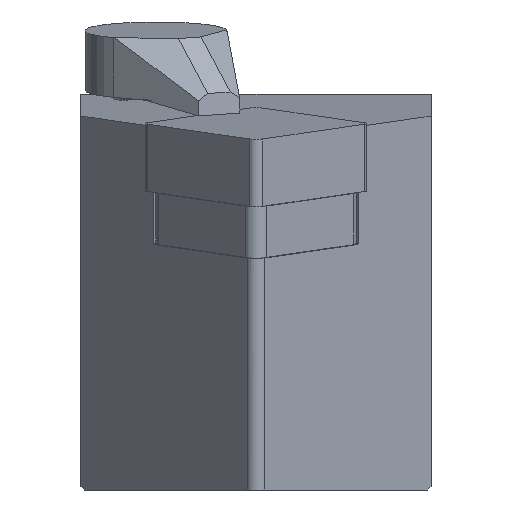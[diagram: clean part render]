
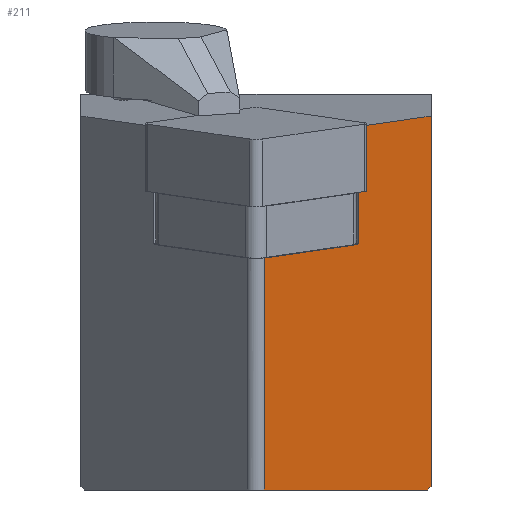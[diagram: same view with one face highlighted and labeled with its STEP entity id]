
A CAD part, left-side view. The second image highlights one B-rep face of the part: STEP entity #211.
In plain terms, the highlighted planar face has unit normal (-0.638, -0.766, -0.078).
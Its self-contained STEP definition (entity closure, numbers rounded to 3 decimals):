
#147=FACE_OUTER_BOUND('',#356,.T.);
#211=ADVANCED_FACE('',(#147),#275,.F.);
#275=PLANE('',#1248);
#356=EDGE_LOOP('',(#469,#470,#471,#472,#473,#474,#475,#476));
#469=ORIENTED_EDGE('',*,*,#845,.F.);
#470=ORIENTED_EDGE('',*,*,#838,.F.);
#471=ORIENTED_EDGE('',*,*,#876,.F.);
#472=ORIENTED_EDGE('',*,*,#877,.F.);
#473=ORIENTED_EDGE('',*,*,#878,.F.);
#474=ORIENTED_EDGE('',*,*,#879,.F.);
#475=ORIENTED_EDGE('',*,*,#859,.F.);
#476=ORIENTED_EDGE('',*,*,#830,.F.);
#730=VERTEX_POINT('',#1652);
#731=VERTEX_POINT('',#1654);
#737=VERTEX_POINT('',#1668);
#739=VERTEX_POINT('',#1671);
#755=VERTEX_POINT('',#1713);
#766=VERTEX_POINT('',#1745);
#767=VERTEX_POINT('',#1747);
#768=VERTEX_POINT('',#1749);
#830=EDGE_CURVE('',#730,#731,#989,.T.);
#838=EDGE_CURVE('',#737,#739,#994,.T.);
#845=EDGE_CURVE('',#739,#730,#1000,.T.);
#859=EDGE_CURVE('',#731,#755,#1014,.T.);
#876=EDGE_CURVE('',#766,#737,#1029,.T.);
#877=EDGE_CURVE('',#767,#766,#1030,.T.);
#878=EDGE_CURVE('',#768,#767,#1031,.T.);
#879=EDGE_CURVE('',#755,#768,#1032,.T.);
#989=LINE('',#1653,#1111);
#994=LINE('',#1670,#1116);
#1000=LINE('',#1685,#1122);
#1014=LINE('',#1712,#1136);
#1029=LINE('',#1744,#1151);
#1030=LINE('',#1746,#1152);
#1031=LINE('',#1748,#1153);
#1032=LINE('',#1750,#1154);
#1111=VECTOR('',#1333,1.);
#1116=VECTOR('',#1346,1.);
#1122=VECTOR('',#1358,1.);
#1136=VECTOR('',#1378,1.);
#1151=VECTOR('',#1405,1.);
#1152=VECTOR('',#1406,1.);
#1153=VECTOR('',#1407,1.);
#1154=VECTOR('',#1408,1.);
#1248=AXIS2_PLACEMENT_3D('',#1751,#1409,#1410);
#1333=DIRECTION('',(0.76,-0.643,0.093));
#1346=DIRECTION('',(0.76,-0.643,0.093));
#1358=DIRECTION('',(-0.122,0.,0.993));
#1378=DIRECTION('',(0.122,0.,-0.993));
#1405=DIRECTION('',(0.76,-0.643,0.093));
#1406=DIRECTION('',(-0.122,0.,0.993));
#1407=DIRECTION('',(-0.768,0.64,0.));
#1408=DIRECTION('',(-0.606,0.562,-0.562));
#1409=DIRECTION('',(0.638,0.766,0.078));
#1410=DIRECTION('',(-0.768,0.64,0.));
#1652=CARTESIAN_POINT('',(12.447,-25.399,1.226));
#1653=CARTESIAN_POINT('',(20.256,-32.,2.185));
#1654=CARTESIAN_POINT('',(20.256,-32.,2.185));
#1668=CARTESIAN_POINT('',(13.477,-25.155,-9.539));
#1670=CARTESIAN_POINT('',(21.573,-32.,-8.545));
#1671=CARTESIAN_POINT('',(13.765,-25.399,-9.503));
#1685=CARTESIAN_POINT('',(17.286,-25.399,-38.178));
#1712=CARTESIAN_POINT('',(25.094,-32.,-37.219));
#1713=CARTESIAN_POINT('',(24.416,-32.,-31.7));
#1744=CARTESIAN_POINT('',(21.573,-32.,-8.545));
#1745=CARTESIAN_POINT('',(3.553,-16.766,-10.757));
#1746=CARTESIAN_POINT('',(7.074,-16.766,-39.432));
#1747=CARTESIAN_POINT('',(6.162,-16.766,-32.));
#1748=CARTESIAN_POINT('',(24.831,-32.315,-32.));
#1749=CARTESIAN_POINT('',(24.093,-31.7,-32.));
#1750=CARTESIAN_POINT('',(22.784,-30.485,-33.215));
#1751=CARTESIAN_POINT('',(25.094,-32.,-37.219));
